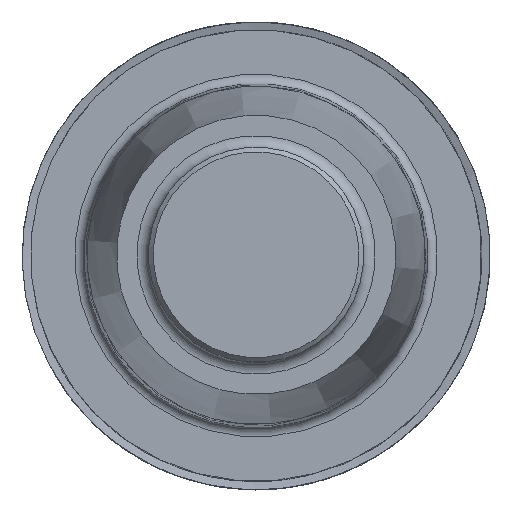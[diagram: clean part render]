
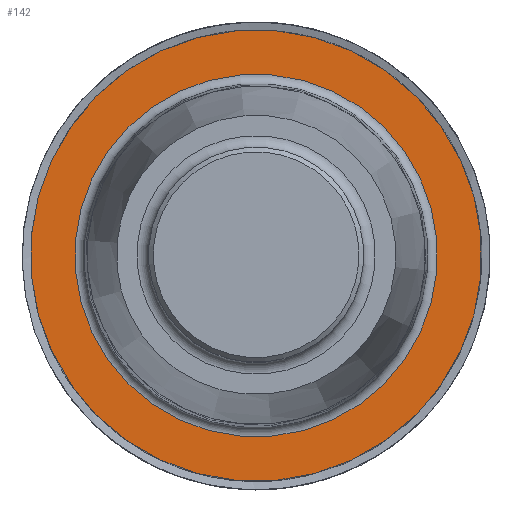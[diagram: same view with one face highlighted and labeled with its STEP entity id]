
A CAD part, top view. The second image highlights one B-rep face of the part: STEP entity #142.
In plain terms, the highlighted planar face has unit normal (0, 0, 1).
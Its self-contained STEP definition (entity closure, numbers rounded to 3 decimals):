
#131=PLANE('',#618);
#142=ADVANCED_FACE('',(#224,#225),#131,.F.);
#224=FACE_BOUND('',#268,.T.);
#225=FACE_BOUND('',#269,.T.);
#268=EDGE_LOOP('',(#338));
#269=EDGE_LOOP('',(#339));
#338=ORIENTED_EDGE('',*,*,#468,.T.);
#339=ORIENTED_EDGE('',*,*,#450,.F.);
#412=VERTEX_POINT('',#808);
#430=VERTEX_POINT('',#983);
#450=EDGE_CURVE('',#412,#412,#496,.T.);
#468=EDGE_CURVE('',#430,#430,#502,.T.);
#496=CIRCLE('',#610,9.65);
#502=CIRCLE('',#617,7.75);
#610=AXIS2_PLACEMENT_3D('',#807,#676,#677);
#617=AXIS2_PLACEMENT_3D('',#982,#694,#695);
#618=AXIS2_PLACEMENT_3D('',#984,#696,#697);
#676=DIRECTION('',(0.,0.,-1.));
#677=DIRECTION('',(-0.906,0.423,0.));
#694=DIRECTION('',(0.,0.,-1.));
#695=DIRECTION('',(-0.906,0.423,0.));
#696=DIRECTION('',(0.,0.,-1.));
#697=DIRECTION('',(-0.906,0.423,0.));
#807=CARTESIAN_POINT('',(0.,0.,0.));
#808=CARTESIAN_POINT('',(-8.746,4.078,0.));
#982=CARTESIAN_POINT('',(0.,0.,0.));
#983=CARTESIAN_POINT('',(-7.024,3.275,0.));
#984=CARTESIAN_POINT('',(-6.675,3.113,0.));
